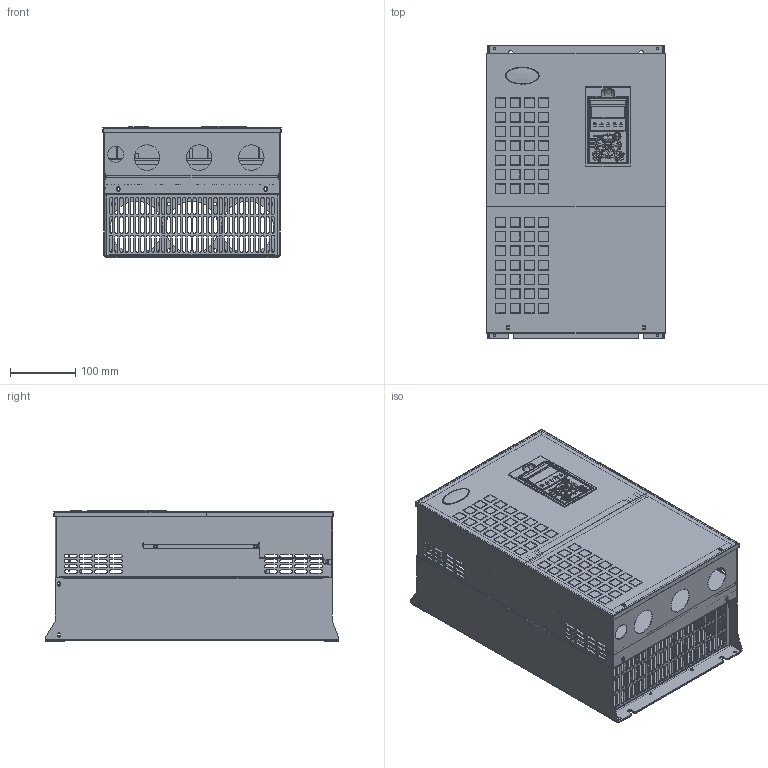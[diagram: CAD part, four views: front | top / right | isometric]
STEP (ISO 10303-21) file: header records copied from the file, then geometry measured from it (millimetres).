
FILE_DESCRIPTION((''),'2;1');
FILE_NAME('305_ASM','2019-02-20T',('admin'),(''),'PRO/ENGINEER BY PARAMETRIC TECHNOLOGY CORPORATION, 2015240','PRO/ENGINEER BY PARAMETRIC TECHNOLOGY CORPORATION, 2015240','');
FILE_SCHEMA(('CONFIG_CONTROL_DESIGN'));
Products named in the file (31): 305MS09; 305MS10; 305MS11; 305MS12; 305MS13; 305MS14; 305MS15; MAODING; 305MA02_ASM; 305MS03; 305MS04; 305MS05; 305MS16; 305MA03_ASM; 305MS06; 305MS01; 305MS07; 305MA04_ASM; 305MS02; 305MS08; 305MA05_ASM; 305MA01_ASM; 302MP01; 302MP02; 302ME01; 302PK01; KW4-521ASB_; 302MP03; 302MA01_ASM; 302MP09; 305_ASM
Assembly tree (44 placements, depth 4):
  305_ASM
    305MA01_ASM
      305MA02_ASM
        305MS09
        305MS10
        305MS11
        305MS12
        305MS13
        305MS14
        305MS15
        MAODING  x8
      305MA03_ASM
        305MS03
        305MS04
        305MS05
        MAODING  x6
        305MS16
      305MS06
      305MA04_ASM
        305MS01
        305MS07  x2
      305MA05_ASM
        305MS02
        305MS08
    302MA01_ASM
      302MP01
      302MP02
      302ME01
      302PK01
      KW4-521ASB_
      302MP03
    302MP09
Bounding box: 274 x 450 x 202.3 mm (x, y, z)
Volume: 786031.7 mm3; surface area: 1425484 mm2
Topology: 76 solids, 76 shells, 6198 faces, 15742 edges, 9812 vertices
Faces by surface type: plane 3533, cylinder 2384, cone 86, bspline 73, torus 64, sphere 48, extrusion 10
Entity records: 190958 total; most frequent: CARTESIAN_POINT 42373, ORIENTED_EDGE 31072, DIRECTION 29595, EDGE_CURVE 15536, VECTOR 11197, LINE 11187, VERTEX_POINT 9698, AXIS2_PLACEMENT_3D 9199
